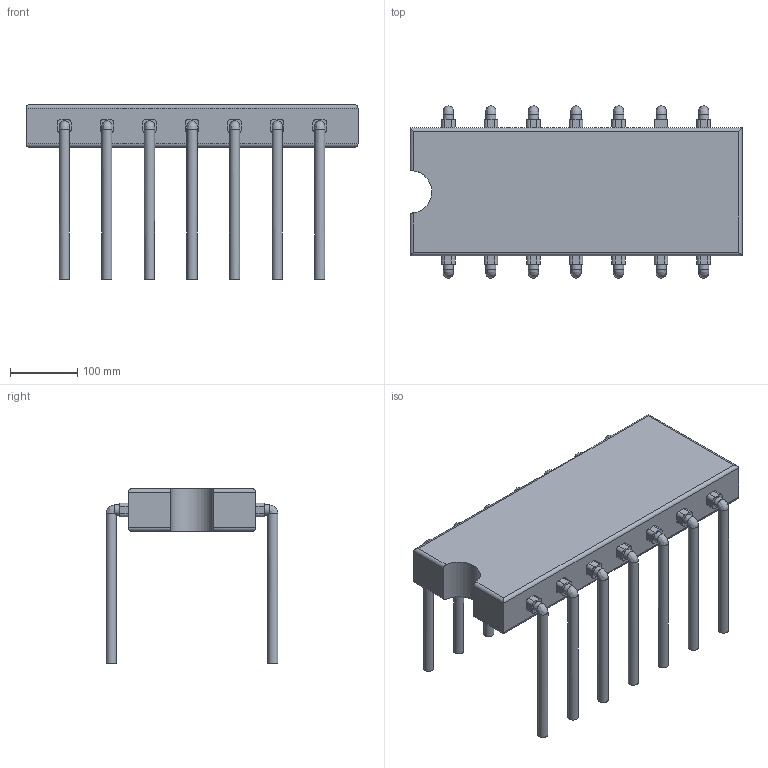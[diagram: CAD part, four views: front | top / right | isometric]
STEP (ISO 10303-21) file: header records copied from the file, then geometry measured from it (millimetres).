
FILE_DESCRIPTION(/* description */ (''),/* implementation_level */ '2;1');
FILE_NAME(/* name */ '',/* time_stamp */ '2023-12-19T19:48:36+02:00',/* author */ ('user'),/* organization */ (''),/* preprocessor_version */ 'ST-DEVELOPER v19.2',/* originating_system */ 'Autodesk Inventor 2024',/* authorisation */ '');
FILE_SCHEMA (('AUTOMOTIVE_DESIGN { 1 0 10303 214 3 1 1 }'));
Length unit declared in the file: inch
Products named in the file (1): К155АГ1
Bounding box: 495.3 x 256.54 x 260.35 mm (x, y, z)
Volume: 6554803.8 mm3; surface area: 442358.6 mm2
Topology: 1 solids, 1 shells, 196 faces, 518 edges, 325 vertices
Faces by surface type: cylinder 91, plane 91, bspline 14
Full cylindrical faces by diameter (mm): 15.24 x28
Entity records: 6230 total; most frequent: CARTESIAN_POINT 1328, DIRECTION 1064, ORIENTED_EDGE 980, EDGE_CURVE 490, AXIS2_PLACEMENT_3D 395, VERTEX_POINT 324, LINE 274, VECTOR 274
